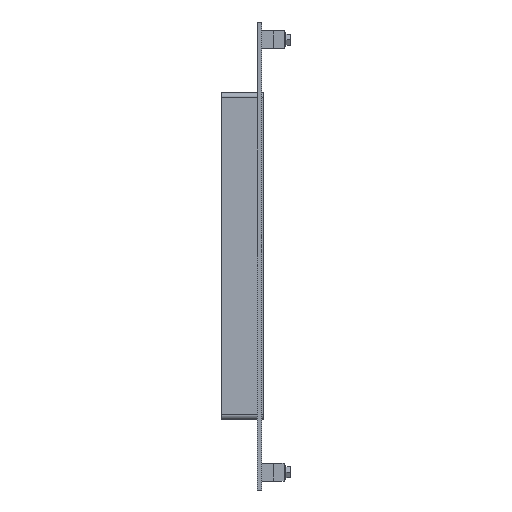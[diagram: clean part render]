
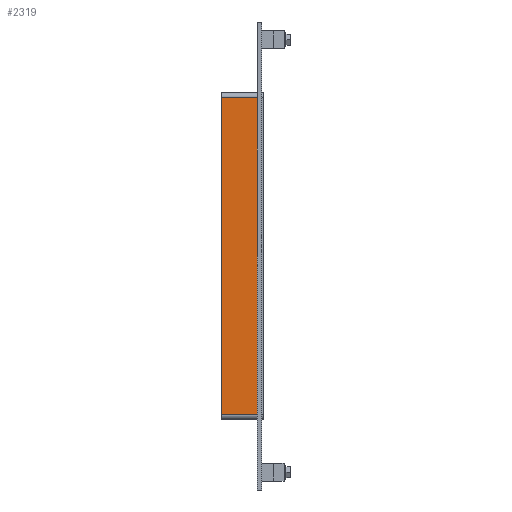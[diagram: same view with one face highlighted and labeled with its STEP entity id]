
A CAD part, left-side view. The second image highlights one B-rep face of the part: STEP entity #2319.
In plain terms, the highlighted planar face has unit normal (-1, 0, 0).
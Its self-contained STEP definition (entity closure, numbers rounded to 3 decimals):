
#1230=CARTESIAN_POINT('',(-262.,57.0,-224.));
#1231=VERTEX_POINT('',#1230);
#1241=CARTESIAN_POINT('',(-262.,57.0,224.));
#1242=VERTEX_POINT('',#1241);
#1243=CARTESIAN_POINT('',(-262.,57.0,-224.));
#1244=DIRECTION('',(0.0,0.0,1.0));
#1245=VECTOR('',#1244,448.0);
#1246=LINE('',#1243,#1245);
#1247=EDGE_CURVE('',#1231,#1242,#1246,.T.);
#1831=CARTESIAN_POINT('',(-262.,6.,224.0));
#1832=VERTEX_POINT('',#1831);
#1842=CARTESIAN_POINT('',(-262.,6.,-224.));
#1843=VERTEX_POINT('',#1842);
#1844=CARTESIAN_POINT('',(-262.,6.,-224.));
#1845=DIRECTION('',(0.0,0.0,1.0));
#1846=VECTOR('',#1845,448.);
#1847=LINE('',#1844,#1846);
#1848=EDGE_CURVE('',#1843,#1832,#1847,.T.);
#2258=CARTESIAN_POINT('',(-262.,6.,-224.));
#2259=DIRECTION('',(0.0,1.0,0.0));
#2260=VECTOR('',#2259,51.0);
#2261=LINE('',#2258,#2260);
#2262=EDGE_CURVE('',#1843,#1231,#2261,.T.);
#2303=CARTESIAN_POINT('',(-262.,0.0,-230.));
#2304=DIRECTION('',(-1.0,0.0,0.0));
#2305=DIRECTION('',(0.0,0.0,1.0));
#2306=AXIS2_PLACEMENT_3D('',#2303,#2304,#2305);
#2307=PLANE('',#2306);
#2308=ORIENTED_EDGE('',*,*,#1848,.T.);
#2309=CARTESIAN_POINT('',(-262.,57.0,224.0));
#2310=DIRECTION('',(0.0,-1.0,0.0));
#2311=VECTOR('',#2310,51.0);
#2312=LINE('',#2309,#2311);
#2313=EDGE_CURVE('',#1242,#1832,#2312,.T.);
#2314=ORIENTED_EDGE('',*,*,#2313,.F.);
#2315=ORIENTED_EDGE('',*,*,#1247,.F.);
#2316=ORIENTED_EDGE('',*,*,#2262,.F.);
#2317=EDGE_LOOP('',(#2308,#2314,#2315,#2316));
#2318=FACE_OUTER_BOUND('',#2317,.T.);
#2319=ADVANCED_FACE('',(#2318),#2307,.T.);
